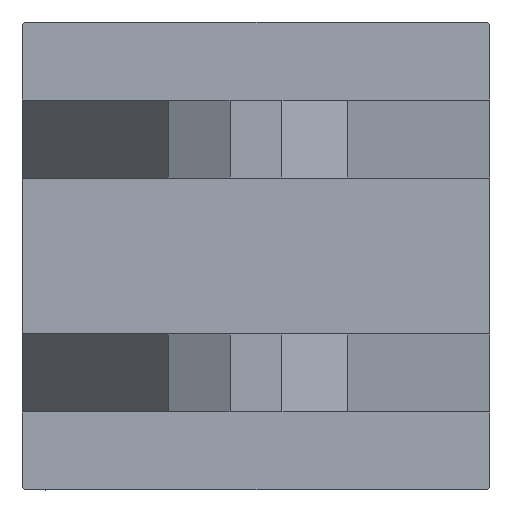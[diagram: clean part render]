
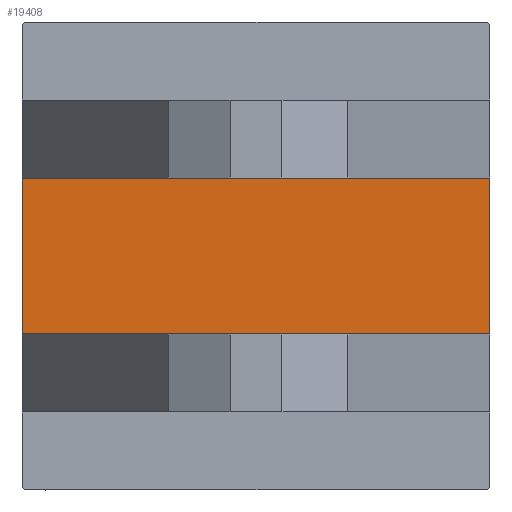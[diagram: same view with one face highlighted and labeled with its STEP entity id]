
A CAD part, left-side view. The second image highlights one B-rep face of the part: STEP entity #19408.
In plain terms, the highlighted planar face has unit normal (-1, 0, 0).
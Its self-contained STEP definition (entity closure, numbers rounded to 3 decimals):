
#1671 = DIRECTION ( 'NONE',  ( 0., 0., 1. ) ) ;
#2968 = VERTEX_POINT ( 'NONE', #4458 ) ;
#3330 = VECTOR ( 'NONE', #44257, 1000. ) ;
#3500 = CARTESIAN_POINT ( 'NONE',  ( 0., 15., 45. ) ) ;
#4458 = CARTESIAN_POINT ( 'NONE',  ( 0., -15., -45. ) ) ;
#7284 = DIRECTION ( 'NONE',  ( 0., -1., 0. ) ) ;
#8547 = FACE_OUTER_BOUND ( 'NONE', #30409, .T. ) ;
#10490 = CARTESIAN_POINT ( 'NONE',  ( 0., 15., 45. ) ) ;
#10736 = AXIS2_PLACEMENT_3D ( 'NONE', #43827, #36215, #1671 ) ;
#12239 = VECTOR ( 'NONE', #48691, 1000. ) ;
#13473 = EDGE_CURVE ( 'NONE', #37803, #2968, #30643, .T. ) ;
#16418 = PLANE ( 'NONE',  #10736 ) ;
#17570 = CARTESIAN_POINT ( 'NONE',  ( 0., -15., 45. ) ) ;
#19408 = ADVANCED_FACE ( 'NONE', ( #8547 ), #16418, .T. ) ;
#22619 = VECTOR ( 'NONE', #45108, 1000. ) ;
#22759 = VERTEX_POINT ( 'NONE', #10490 ) ;
#24493 = CARTESIAN_POINT ( 'NONE',  ( 0., 15., -45. ) ) ;
#25424 = LINE ( 'NONE', #17570, #3330 ) ;
#26808 = ORIENTED_EDGE ( 'NONE', *, *, #42227, .T. ) ;
#30409 = EDGE_LOOP ( 'NONE', ( #33680, #47091, #37879, #26808 ) ) ;
#30643 = LINE ( 'NONE', #46640, #35698 ) ;
#30788 = VERTEX_POINT ( 'NONE', #39941 ) ;
#33680 = ORIENTED_EDGE ( 'NONE', *, *, #13473, .T. ) ;
#33940 = LINE ( 'NONE', #37506, #22619 ) ;
#34248 = EDGE_CURVE ( 'NONE', #22759, #30788, #33940, .T. ) ;
#35698 = VECTOR ( 'NONE', #7284, 1000. ) ;
#36215 = DIRECTION ( 'NONE',  ( -1., 0., 0. ) ) ;
#37506 = CARTESIAN_POINT ( 'NONE',  ( 0., 45., 45. ) ) ;
#37803 = VERTEX_POINT ( 'NONE', #24493 ) ;
#37879 = ORIENTED_EDGE ( 'NONE', *, *, #34248, .F. ) ;
#38286 = LINE ( 'NONE', #3500, #12239 ) ;
#39941 = CARTESIAN_POINT ( 'NONE',  ( 0., -15., 45. ) ) ;
#41860 = EDGE_CURVE ( 'NONE', #30788, #2968, #25424, .T. ) ;
#42227 = EDGE_CURVE ( 'NONE', #22759, #37803, #38286, .T. ) ;
#43827 = CARTESIAN_POINT ( 'NONE',  ( 0., 0., 0. ) ) ;
#44257 = DIRECTION ( 'NONE',  ( 0., 0., -1. ) ) ;
#45108 = DIRECTION ( 'NONE',  ( 0., -1., 0. ) ) ;
#46640 = CARTESIAN_POINT ( 'NONE',  ( 0., 45., -45. ) ) ;
#47091 = ORIENTED_EDGE ( 'NONE', *, *, #41860, .F. ) ;
#48691 = DIRECTION ( 'NONE',  ( 0., 0., -1. ) ) ;
